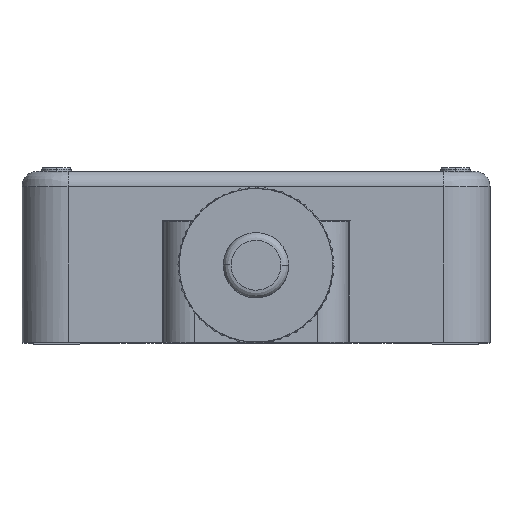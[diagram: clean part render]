
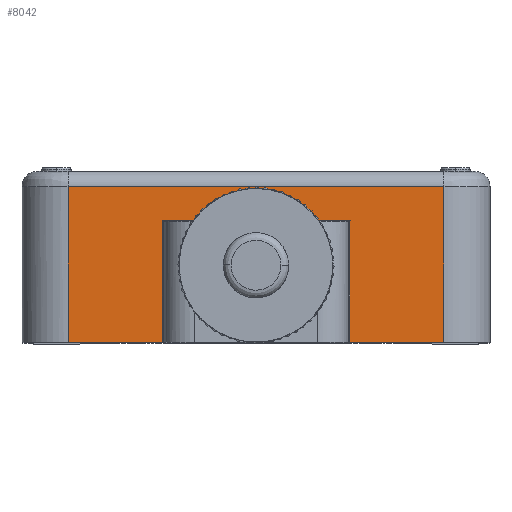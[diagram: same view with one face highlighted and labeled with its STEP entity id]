
A CAD part, top view. The second image highlights one B-rep face of the part: STEP entity #8042.
In plain terms, the highlighted planar face has unit normal (0, 0, 1).
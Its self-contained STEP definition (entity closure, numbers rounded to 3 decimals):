
#8042=ADVANCED_FACE('',(#11063),#53650,.T.);
#11063=FACE_OUTER_BOUND('',#14382,.T.);
#14382=EDGE_LOOP('',(#26640,#26641,#26642,#26643,#26644,#26645,#26646,#26647));
#26640=ORIENTED_EDGE('',*,*,#36542,.F.);
#26641=ORIENTED_EDGE('',*,*,#36543,.F.);
#26642=ORIENTED_EDGE('',*,*,#36544,.F.);
#26643=ORIENTED_EDGE('',*,*,#36545,.F.);
#26644=ORIENTED_EDGE('',*,*,#36546,.F.);
#26645=ORIENTED_EDGE('',*,*,#36547,.F.);
#26646=ORIENTED_EDGE('',*,*,#36548,.F.);
#26647=ORIENTED_EDGE('',*,*,#36535,.F.);
#36535=EDGE_CURVE('',#50110,#50108,#45272,.T.);
#36542=EDGE_CURVE('',#50113,#50110,#45276,.T.);
#36543=EDGE_CURVE('',#50114,#50113,#45277,.T.);
#36544=EDGE_CURVE('',#50115,#50114,#45278,.T.);
#36545=EDGE_CURVE('',#50116,#50115,#45279,.T.);
#36546=EDGE_CURVE('',#50117,#50116,#45280,.T.);
#36547=EDGE_CURVE('',#50118,#50117,#45281,.T.);
#36548=EDGE_CURVE('',#50108,#50118,#45282,.T.);
#45272=B_SPLINE_CURVE_WITH_KNOTS('',1,(#87823,#87824),.UNSPECIFIED.,.F.,
 .F.,(2,2),(0.,49.),.UNSPECIFIED.);
#45276=B_SPLINE_CURVE_WITH_KNOTS('',1,(#87840,#87841),.UNSPECIFIED.,.F.,
 .F.,(2,2),(-20.3,0.),.UNSPECIFIED.);
#45277=B_SPLINE_CURVE_WITH_KNOTS('',1,(#87842,#87843),.UNSPECIFIED.,.F.,
 .F.,(2,2),(-12.25,0.),.UNSPECIFIED.);
#45278=B_SPLINE_CURVE_WITH_KNOTS('',1,(#87844,#87845),.UNSPECIFIED.,.F.,
 .F.,(2,2),(-15.9,0.),.UNSPECIFIED.);
#45279=B_SPLINE_CURVE_WITH_KNOTS('',1,(#87846,#87847),.UNSPECIFIED.,.F.,
 .F.,(2,2),(-24.5,0.),.UNSPECIFIED.);
#45280=B_SPLINE_CURVE_WITH_KNOTS('',1,(#87848,#87849),.UNSPECIFIED.,.F.,
 .F.,(2,2),(-15.9,0.),.UNSPECIFIED.);
#45281=B_SPLINE_CURVE_WITH_KNOTS('',1,(#87850,#87851),.UNSPECIFIED.,.F.,
 .F.,(2,2),(-12.25,0.),.UNSPECIFIED.);
#45282=B_SPLINE_CURVE_WITH_KNOTS('',1,(#87852,#87853),.UNSPECIFIED.,.F.,
 .F.,(2,2),(-20.3,0.),.UNSPECIFIED.);
#50108=VERTEX_POINT('',#87507);
#50110=VERTEX_POINT('',#87509);
#50113=VERTEX_POINT('',#87512);
#50114=VERTEX_POINT('',#87513);
#50115=VERTEX_POINT('',#87514);
#50116=VERTEX_POINT('',#87515);
#50117=VERTEX_POINT('',#87516);
#50118=VERTEX_POINT('',#87517);
#53650=PLANE('',#56607);
#56607=AXIS2_PLACEMENT_3D('',#87391,#59303,$);
#59303=DIRECTION('',(0.,0.,1.));
#87391=CARTESIAN_POINT('',(29.52,11.15,57.));
#87507=CARTESIAN_POINT('',(24.5,9.,57.));
#87509=CARTESIAN_POINT('',(-24.5,9.,57.));
#87512=CARTESIAN_POINT('',(-24.5,-11.3,57.));
#87513=CARTESIAN_POINT('',(-12.25,-11.3,57.));
#87514=CARTESIAN_POINT('',(-12.25,4.6,57.));
#87515=CARTESIAN_POINT('',(12.25,4.6,57.));
#87516=CARTESIAN_POINT('',(12.25,-11.3,57.));
#87517=CARTESIAN_POINT('',(24.5,-11.3,57.));
#87823=CARTESIAN_POINT('',(-24.5,9.,57.));
#87824=CARTESIAN_POINT('',(24.5,9.,57.));
#87840=CARTESIAN_POINT('',(-24.5,-11.3,57.));
#87841=CARTESIAN_POINT('',(-24.5,9.,57.));
#87842=CARTESIAN_POINT('',(-12.25,-11.3,57.));
#87843=CARTESIAN_POINT('',(-24.5,-11.3,57.));
#87844=CARTESIAN_POINT('',(-12.25,4.6,57.));
#87845=CARTESIAN_POINT('',(-12.25,-11.3,57.));
#87846=CARTESIAN_POINT('',(12.25,4.6,57.));
#87847=CARTESIAN_POINT('',(-12.25,4.6,57.));
#87848=CARTESIAN_POINT('',(12.25,-11.3,57.));
#87849=CARTESIAN_POINT('',(12.25,4.6,57.));
#87850=CARTESIAN_POINT('',(24.5,-11.3,57.));
#87851=CARTESIAN_POINT('',(12.25,-11.3,57.));
#87852=CARTESIAN_POINT('',(24.5,9.,57.));
#87853=CARTESIAN_POINT('',(24.5,-11.3,57.));
